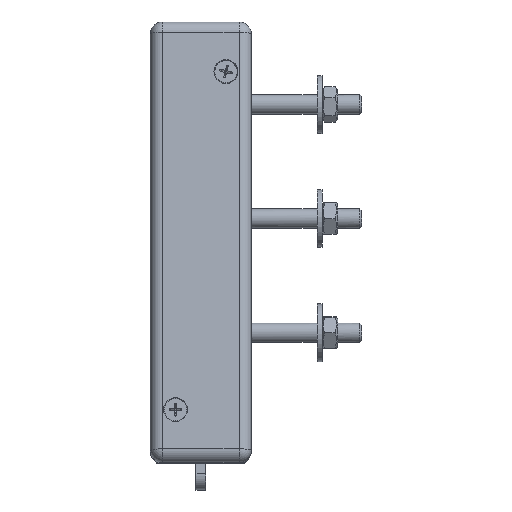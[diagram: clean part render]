
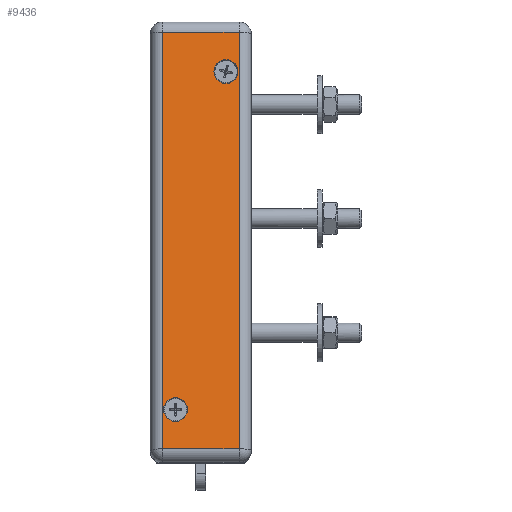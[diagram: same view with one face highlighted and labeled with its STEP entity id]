
A CAD part, left-side view. The second image highlights one B-rep face of the part: STEP entity #9436.
In plain terms, the highlighted planar face has unit normal (-0.99, 0, 0.139).
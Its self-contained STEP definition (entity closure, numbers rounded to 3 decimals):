
#50=FACE_BOUND('',#2702,.T.);
#51=FACE_BOUND('',#2703,.T.);
#894=LINE('',#16206,#1489);
#895=LINE('',#16208,#1490);
#896=LINE('',#16210,#1491);
#897=LINE('',#16211,#1492);
#1489=VECTOR('',#12259,10.);
#1490=VECTOR('',#12260,10.);
#1491=VECTOR('',#12261,10.);
#1492=VECTOR('',#12262,10.);
#2116=FACE_OUTER_BOUND('',#2701,.T.);
#2701=EDGE_LOOP('',(#7276,#7277,#7278,#7279));
#2702=EDGE_LOOP('',(#7280));
#2703=EDGE_LOOP('',(#7281));
#3360=CIRCLE('',#10313,5.);
#3361=CIRCLE('',#10314,5.);
#4142=VERTEX_POINT('',#16204);
#4143=VERTEX_POINT('',#16205);
#4144=VERTEX_POINT('',#16207);
#4145=VERTEX_POINT('',#16209);
#4146=VERTEX_POINT('',#16212);
#4147=VERTEX_POINT('',#16214);
#5306=EDGE_CURVE('',#4142,#4143,#894,.T.);
#5307=EDGE_CURVE('',#4144,#4142,#895,.T.);
#5308=EDGE_CURVE('',#4145,#4144,#896,.T.);
#5309=EDGE_CURVE('',#4143,#4145,#897,.T.);
#5310=EDGE_CURVE('',#4146,#4146,#3360,.T.);
#5311=EDGE_CURVE('',#4147,#4147,#3361,.T.);
#7276=ORIENTED_EDGE('',*,*,#5306,.F.);
#7277=ORIENTED_EDGE('',*,*,#5307,.F.);
#7278=ORIENTED_EDGE('',*,*,#5308,.F.);
#7279=ORIENTED_EDGE('',*,*,#5309,.F.);
#7280=ORIENTED_EDGE('',*,*,#5310,.T.);
#7281=ORIENTED_EDGE('',*,*,#5311,.T.);
#9041=PLANE('',#10312);
#9436=ADVANCED_FACE('',(#2116,#50,#51),#9041,.F.);
#10312=AXIS2_PLACEMENT_3D('',#16203,#12257,#12258);
#10313=AXIS2_PLACEMENT_3D('',#16213,#12263,#12264);
#10314=AXIS2_PLACEMENT_3D('',#16215,#12265,#12266);
#12257=DIRECTION('center_axis',(0.99,0.,-0.139));
#12258=DIRECTION('ref_axis',(0.,1.,0.));
#12259=DIRECTION('',(-0.139,0.,-0.99));
#12260=DIRECTION('',(0.,-1.,0.));
#12261=DIRECTION('',(0.139,0.,0.99));
#12262=DIRECTION('',(0.,1.,0.));
#12263=DIRECTION('center_axis',(0.99,0.,-0.139));
#12264=DIRECTION('ref_axis',(0.,1.,0.));
#12265=DIRECTION('center_axis',(0.99,0.,-0.139));
#12266=DIRECTION('ref_axis',(0.,1.,0.));
#16203=CARTESIAN_POINT('Origin',(-46.708,-10.295,-69.245));
#16204=CARTESIAN_POINT('',(-34.523,-16.,17.453));
#16205=CARTESIAN_POINT('',(-58.891,-16.,-155.935));
#16206=CARTESIAN_POINT('',(-52.799,-16.,-112.59));
#16207=CARTESIAN_POINT('',(-34.523,16.,17.453));
#16208=CARTESIAN_POINT('',(-34.523,-13.147,17.453));
#16209=CARTESIAN_POINT('',(-58.891,16.,-155.935));
#16210=CARTESIAN_POINT('',(-40.619,16.,-25.92));
#16211=CARTESIAN_POINT('',(-58.891,-5.147,-155.935));
#16212=CARTESIAN_POINT('',(-56.595,5.5,-139.596));
#16213=CARTESIAN_POINT('Origin',(-56.595,10.5,-139.596));
#16214=CARTESIAN_POINT('',(-36.819,-15.5,1.114));
#16215=CARTESIAN_POINT('Origin',(-36.819,-10.5,1.114));
